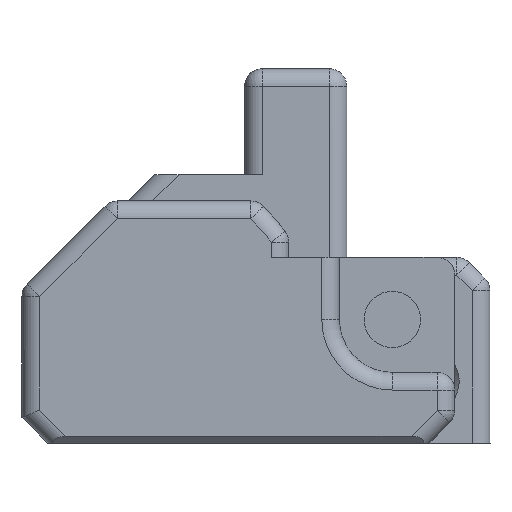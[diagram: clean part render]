
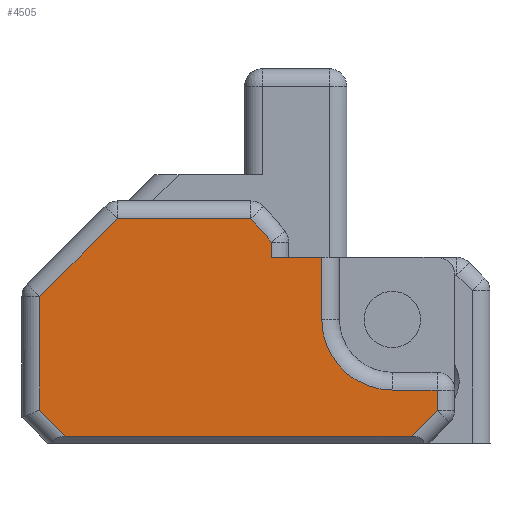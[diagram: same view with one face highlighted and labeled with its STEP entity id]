
A CAD part, front view. The second image highlights one B-rep face of the part: STEP entity #4505.
In plain terms, the highlighted planar face has unit normal (0, -1, 0).
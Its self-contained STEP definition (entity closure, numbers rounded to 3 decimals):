
#341=PLANE('',#4982);
#555=FACE_OUTER_BOUND('',#853,.T.);
#853=EDGE_LOOP('',(#3873,#3874,#3875,#3876,#3877,#3878,#3879,#3880,#3881,
#3882,#3883,#3884,#3885));
#1200=LINE('',#7448,#1575);
#1201=LINE('',#7459,#1576);
#1210=LINE('',#7479,#1585);
#1235=LINE('',#7560,#1610);
#1236=LINE('',#7562,#1611);
#1237=LINE('',#7566,#1612);
#1238=LINE('',#7568,#1613);
#1239=LINE('',#7570,#1614);
#1240=LINE('',#7572,#1615);
#1241=LINE('',#7574,#1616);
#1242=LINE('',#7575,#1617);
#1575=VECTOR('',#6068,10.);
#1576=VECTOR('',#6081,10.);
#1585=VECTOR('',#6100,10.);
#1610=VECTOR('',#6179,10.);
#1611=VECTOR('',#6180,10.);
#1612=VECTOR('',#6183,10.);
#1613=VECTOR('',#6184,10.);
#1614=VECTOR('',#6185,10.);
#1615=VECTOR('',#6186,10.);
#1616=VECTOR('',#6187,10.);
#1617=VECTOR('',#6188,10.);
#1847=CIRCLE('',#4947,4.);
#1866=CIRCLE('',#4983,14.651);
#2178=VERTEX_POINT('',#7442);
#2180=VERTEX_POINT('',#7446);
#2182=VERTEX_POINT('',#7451);
#2184=VERTEX_POINT('',#7457);
#2190=VERTEX_POINT('',#7478);
#2219=VERTEX_POINT('',#7559);
#2220=VERTEX_POINT('',#7561);
#2221=VERTEX_POINT('',#7563);
#2222=VERTEX_POINT('',#7565);
#2223=VERTEX_POINT('',#7567);
#2224=VERTEX_POINT('',#7569);
#2225=VERTEX_POINT('',#7571);
#2226=VERTEX_POINT('',#7573);
#2730=EDGE_CURVE('',#2180,#2178,#1200,.T.);
#2732=EDGE_CURVE('',#2182,#2180,#1847,.T.);
#2735=EDGE_CURVE('',#2184,#2182,#1201,.T.);
#2745=EDGE_CURVE('',#2178,#2190,#1210,.T.);
#2785=EDGE_CURVE('',#2184,#2219,#1235,.T.);
#2786=EDGE_CURVE('',#2220,#2219,#1236,.T.);
#2787=EDGE_CURVE('',#2221,#2220,#1866,.T.);
#2788=EDGE_CURVE('',#2222,#2221,#1237,.T.);
#2789=EDGE_CURVE('',#2223,#2222,#1238,.T.);
#2790=EDGE_CURVE('',#2224,#2223,#1239,.T.);
#2791=EDGE_CURVE('',#2225,#2224,#1240,.T.);
#2792=EDGE_CURVE('',#2226,#2225,#1241,.T.);
#2793=EDGE_CURVE('',#2190,#2226,#1242,.T.);
#3873=ORIENTED_EDGE('',*,*,#2735,.F.);
#3874=ORIENTED_EDGE('',*,*,#2785,.T.);
#3875=ORIENTED_EDGE('',*,*,#2786,.F.);
#3876=ORIENTED_EDGE('',*,*,#2787,.F.);
#3877=ORIENTED_EDGE('',*,*,#2788,.F.);
#3878=ORIENTED_EDGE('',*,*,#2789,.F.);
#3879=ORIENTED_EDGE('',*,*,#2790,.F.);
#3880=ORIENTED_EDGE('',*,*,#2791,.F.);
#3881=ORIENTED_EDGE('',*,*,#2792,.F.);
#3882=ORIENTED_EDGE('',*,*,#2793,.F.);
#3883=ORIENTED_EDGE('',*,*,#2745,.F.);
#3884=ORIENTED_EDGE('',*,*,#2730,.F.);
#3885=ORIENTED_EDGE('',*,*,#2732,.F.);
#4505=ADVANCED_FACE('',(#555),#341,.F.);
#4947=AXIS2_PLACEMENT_3D('',#7453,#6073,#6074);
#4982=AXIS2_PLACEMENT_3D('',#7558,#6177,#6178);
#4983=AXIS2_PLACEMENT_3D('',#7564,#6181,#6182);
#6068=DIRECTION('',(1.,0.,0.));
#6073=DIRECTION('center_axis',(0.,-1.,0.));
#6074=DIRECTION('ref_axis',(-0.707,0.,-0.707));
#6081=DIRECTION('',(0.,0.,-1.));
#6100=DIRECTION('',(0.,0.,-1.));
#6177=DIRECTION('center_axis',(0.,1.,0.));
#6178=DIRECTION('ref_axis',(-1.,0.,0.));
#6179=DIRECTION('',(-1.,0.,0.));
#6180=DIRECTION('',(0.,0.,-1.));
#6181=DIRECTION('center_axis',(0.,1.,0.));
#6182=DIRECTION('ref_axis',(0.754,0.,0.657));
#6183=DIRECTION('',(1.,0.,0.));
#6184=DIRECTION('',(0.707,0.,0.707));
#6185=DIRECTION('',(0.,0.,1.));
#6186=DIRECTION('',(-0.707,0.,0.707));
#6187=DIRECTION('',(-1.,0.,0.));
#6188=DIRECTION('',(-0.707,0.,-0.707));
#7442=CARTESIAN_POINT('',(8.041,-23.3,3.02));
#7446=CARTESIAN_POINT('',(5.499,-23.3,3.02));
#7448=CARTESIAN_POINT('',(2.906,-23.3,3.02));
#7451=CARTESIAN_POINT('',(1.499,-23.3,7.019));
#7453=CARTESIAN_POINT('Origin',(5.499,-23.3,7.02));
#7457=CARTESIAN_POINT('',(1.499,-23.3,10.54));
#7459=CARTESIAN_POINT('',(1.499,-23.3,6.945));
#7478=CARTESIAN_POINT('',(8.041,-23.3,1.879));
#7479=CARTESIAN_POINT('',(8.041,-23.3,4.167));
#7558=CARTESIAN_POINT('Origin',(-3.229,-23.3,6.87));
#7559=CARTESIAN_POINT('',(-1.372,-23.3,10.54));
#7560=CARTESIAN_POINT('',(9.041,-23.3,10.54));
#7561=CARTESIAN_POINT('',(-1.372,-23.3,11.413));
#7562=CARTESIAN_POINT('',(-1.372,-23.3,8.705));
#7563=CARTESIAN_POINT('',(-2.521,-23.3,12.74));
#7564=CARTESIAN_POINT('Origin',(-13.,-23.3,2.5));
#7565=CARTESIAN_POINT('',(-10.086,-23.3,12.74));
#7566=CARTESIAN_POINT('',(-2.669,-23.3,12.74));
#7567=CARTESIAN_POINT('',(-14.5,-23.3,8.326));
#7568=CARTESIAN_POINT('',(-9.693,-23.3,13.133));
#7569=CARTESIAN_POINT('',(-14.5,-23.3,1.879));
#7570=CARTESIAN_POINT('',(-14.5,-23.3,7.805));
#7571=CARTESIAN_POINT('',(-13.021,-23.3,0.4));
#7572=CARTESIAN_POINT('',(-13.077,-23.3,0.455));
#7573=CARTESIAN_POINT('',(6.562,-23.3,0.4));
#7574=CARTESIAN_POINT('',(-8.633,-23.3,0.4));
#7575=CARTESIAN_POINT('',(5.885,-23.3,-0.277));
